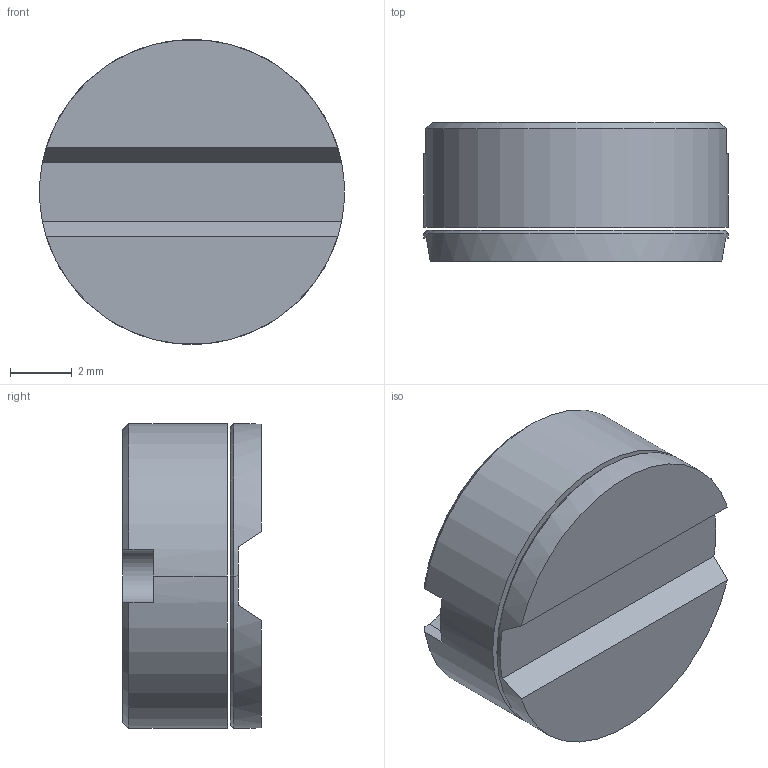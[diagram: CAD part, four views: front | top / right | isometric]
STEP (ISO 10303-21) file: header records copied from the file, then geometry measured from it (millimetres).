
FILE_DESCRIPTION((''),'2;1');
FILE_NAME('PM105SB','2012-08-14T',('ryans'),('Bourns, Inc.'),'PRO/ENGINEER BY PARAMETRIC TECHNOLOGY CORPORATION, 2010100','PRO/ENGINEER BY PARAMETRIC TECHNOLOGY CORPORATION, 2010100','');
FILE_SCHEMA(('CONFIG_CONTROL_DESIGN'));
Length unit declared in the file: millimetre
Products named in the file (1): PM105SB
Bounding box: 9.9 x 4.5 x 9.9 mm (x, y, z)
Volume: 316.4 mm3; surface area: 447.3 mm2
Topology: 2 solids, 2 shells, 24 faces, 58 edges, 38 vertices
Faces by surface type: plane 14, cylinder 6, cone 4
Entity records: 748 total; most frequent: CARTESIAN_POINT 138, DIRECTION 122, ORIENTED_EDGE 116, EDGE_CURVE 58, AXIS2_PLACEMENT_3D 48, VERTEX_POINT 38, VECTOR 26, LINE 26
